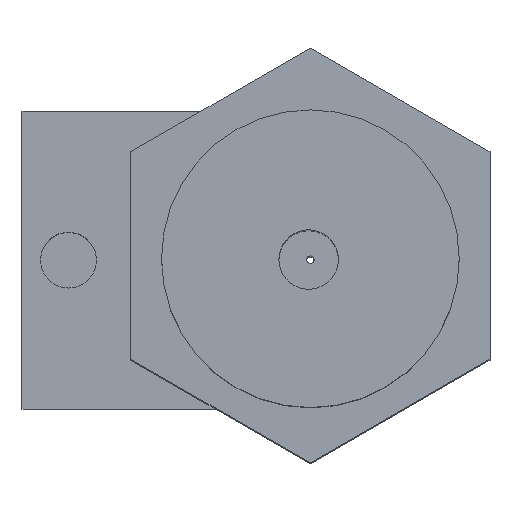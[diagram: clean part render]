
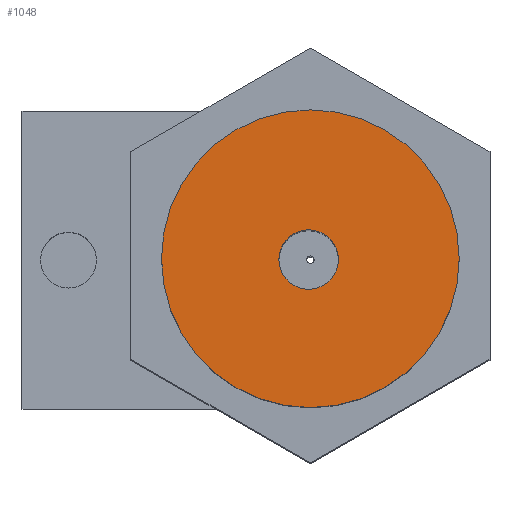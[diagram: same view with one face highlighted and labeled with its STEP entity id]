
A CAD part, top view. The second image highlights one B-rep face of the part: STEP entity #1048.
In plain terms, the highlighted planar face has unit normal (0, 0, 1).
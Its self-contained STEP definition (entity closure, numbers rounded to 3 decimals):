
#802 = CYLINDRICAL_SURFACE('',#803,1.6);
#803 = AXIS2_PLACEMENT_3D('',#804,#805,#806);
#804 = CARTESIAN_POINT('',(-0.094,-0.043,3.7));
#805 = DIRECTION('',(0.,0.,1.));
#806 = DIRECTION('',(1.,0.,0.));
#875 = EDGE_CURVE('',#876,#876,#878,.T.);
#876 = VERTEX_POINT('',#877);
#877 = CARTESIAN_POINT('',(1.506,-0.043,3.7));
#878 = SURFACE_CURVE('',#879,(#884,#891),.PCURVE_S1.);
#879 = CIRCLE('',#880,1.6);
#880 = AXIS2_PLACEMENT_3D('',#881,#882,#883);
#881 = CARTESIAN_POINT('',(-0.094,-0.043,3.7));
#882 = DIRECTION('',(0.,0.,1.));
#883 = DIRECTION('',(1.,0.,0.));
#884 = PCURVE('',#802,#885);
#885 = DEFINITIONAL_REPRESENTATION('',(#886),#890);
#886 = LINE('',#887,#888);
#887 = CARTESIAN_POINT('',(0.,0.));
#888 = VECTOR('',#889,1.);
#889 = DIRECTION('',(1.,0.));
#890 = ( GEOMETRIC_REPRESENTATION_CONTEXT(2) 
PARAMETRIC_REPRESENTATION_CONTEXT() REPRESENTATION_CONTEXT('2D SPACE',''
  ) );
#891 = PCURVE('',#892,#897);
#892 = PLANE('',#893);
#893 = AXIS2_PLACEMENT_3D('',#894,#895,#896);
#894 = CARTESIAN_POINT('',(8.,0.,3.7));
#895 = DIRECTION('',(0.,0.,-1.));
#896 = DIRECTION('',(-1.,0.,0.));
#897 = DEFINITIONAL_REPRESENTATION('',(#898),#906);
#898 = ( BOUNDED_CURVE() B_SPLINE_CURVE(2,(#899,#900,#901,#902,#903,#904
,#905),.UNSPECIFIED.,.F.,.F.) B_SPLINE_CURVE_WITH_KNOTS((1,2,2,2,2,1),(
    -2.094,0.,2.094,4.189,6.283,
8.378),.UNSPECIFIED.) CURVE() GEOMETRIC_REPRESENTATION_ITEM() 
RATIONAL_B_SPLINE_CURVE((1.,0.5,1.,0.5,1.,0.5,1.)) REPRESENTATION_ITEM(
  '') );
#899 = CARTESIAN_POINT('',(6.494,-0.043));
#900 = CARTESIAN_POINT('',(6.494,2.728));
#901 = CARTESIAN_POINT('',(8.894,1.342));
#902 = CARTESIAN_POINT('',(11.294,-0.043));
#903 = CARTESIAN_POINT('',(8.894,-1.429));
#904 = CARTESIAN_POINT('',(6.494,-2.815));
#905 = CARTESIAN_POINT('',(6.494,-0.043));
#906 = ( GEOMETRIC_REPRESENTATION_CONTEXT(2) 
PARAMETRIC_REPRESENTATION_CONTEXT() REPRESENTATION_CONTEXT('2D SPACE',''
  ) );
#1048 = ADVANCED_FACE('',(#1049,#1084),#892,.F.);
#1049 = FACE_BOUND('',#1050,.F.);
#1050 = EDGE_LOOP('',(#1051));
#1051 = ORIENTED_EDGE('',*,*,#1052,.F.);
#1052 = EDGE_CURVE('',#1053,#1053,#1055,.T.);
#1053 = VERTEX_POINT('',#1054);
#1054 = CARTESIAN_POINT('',(8.,0.,3.7));
#1055 = SURFACE_CURVE('',#1056,(#1061,#1072),.PCURVE_S1.);
#1056 = CIRCLE('',#1057,8.);
#1057 = AXIS2_PLACEMENT_3D('',#1058,#1059,#1060);
#1058 = CARTESIAN_POINT('',(0.,0.,3.7));
#1059 = DIRECTION('',(0.,0.,1.));
#1060 = DIRECTION('',(1.,0.,0.));
#1061 = PCURVE('',#892,#1062);
#1062 = DEFINITIONAL_REPRESENTATION('',(#1063),#1071);
#1063 = ( BOUNDED_CURVE() B_SPLINE_CURVE(2,(#1064,#1065,#1066,#1067,
#1068,#1069,#1070),.UNSPECIFIED.,.F.,.F.) B_SPLINE_CURVE_WITH_KNOTS((1,2
    ,2,2,2,1),(-2.094,0.,2.094,4.189,
6.283,8.378),.UNSPECIFIED.) CURVE() 
GEOMETRIC_REPRESENTATION_ITEM() RATIONAL_B_SPLINE_CURVE((1.,0.5,1.,0.5,
1.,0.5,1.)) REPRESENTATION_ITEM('') );
#1064 = CARTESIAN_POINT('',(0.,0.));
#1065 = CARTESIAN_POINT('',(0.,13.856));
#1066 = CARTESIAN_POINT('',(12.,6.928));
#1067 = CARTESIAN_POINT('',(24.,0.));
#1068 = CARTESIAN_POINT('',(12.,-6.928));
#1069 = CARTESIAN_POINT('',(0.,-13.856));
#1070 = CARTESIAN_POINT('',(0.,0.));
#1071 = ( GEOMETRIC_REPRESENTATION_CONTEXT(2) 
PARAMETRIC_REPRESENTATION_CONTEXT() REPRESENTATION_CONTEXT('2D SPACE',''
  ) );
#1072 = PCURVE('',#1073,#1078);
#1073 = CYLINDRICAL_SURFACE('',#1074,8.);
#1074 = AXIS2_PLACEMENT_3D('',#1075,#1076,#1077);
#1075 = CARTESIAN_POINT('',(0.,0.,0.));
#1076 = DIRECTION('',(-0.,-0.,-1.));
#1077 = DIRECTION('',(1.,0.,0.));
#1078 = DEFINITIONAL_REPRESENTATION('',(#1079),#1083);
#1079 = LINE('',#1080,#1081);
#1080 = CARTESIAN_POINT('',(-0.,-3.7));
#1081 = VECTOR('',#1082,1.);
#1082 = DIRECTION('',(-1.,0.));
#1083 = ( GEOMETRIC_REPRESENTATION_CONTEXT(2) 
PARAMETRIC_REPRESENTATION_CONTEXT() REPRESENTATION_CONTEXT('2D SPACE',''
  ) );
#1084 = FACE_BOUND('',#1085,.F.);
#1085 = EDGE_LOOP('',(#1086));
#1086 = ORIENTED_EDGE('',*,*,#875,.T.);
